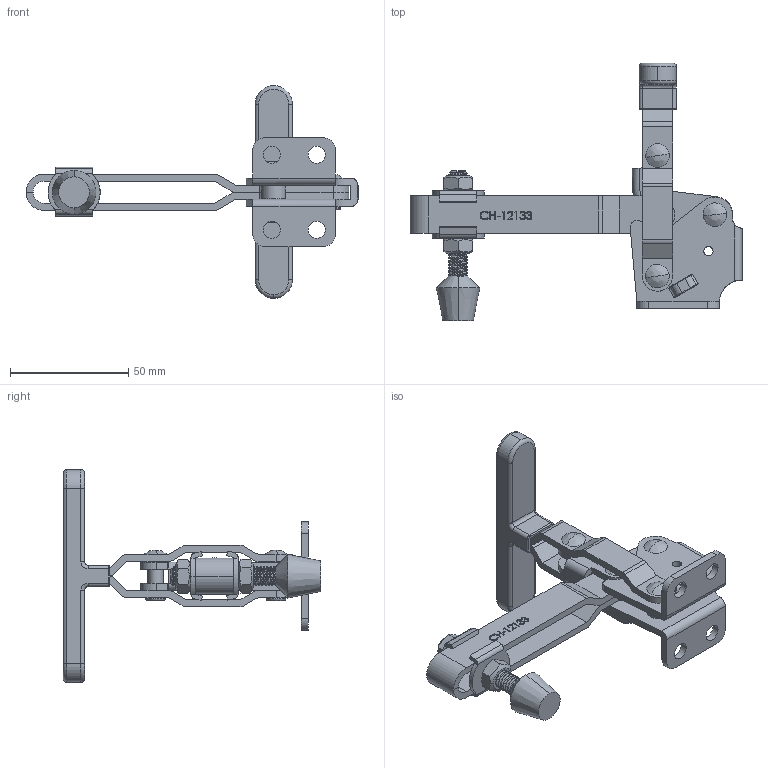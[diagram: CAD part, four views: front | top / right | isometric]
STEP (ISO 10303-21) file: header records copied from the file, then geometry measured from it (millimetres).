
FILE_DESCRIPTION (( 'STEP AP203' ), '1' );
FILE_NAME ('CH-12133.STEP', '2017-11-08T06:18:51', ( 'Windows' ), ( 'Microsoft' ), 'SwSTEP 2.0', 'SolidWorks 2015', '' );
FILE_SCHEMA (( 'CONFIG_CONTROL_DESIGN' ));
Length unit declared in the file: millimetre
Products named in the file (11): CH-12133-02 LONG U-BAR; CH-FC-56212 Nut; CH-FC-56212 SPINDLE SUPPLIED; CH-12130-06; CH-12148-03 T-HANDLE; CH-12130-05; CH-12133; CH-12130-01 FLANGED BASE; CH-12130-08; CH-12130-04 CONNECTING-PLATE; CH-FW-516
Assembly tree (14 placements, depth 2):
  CH-12133
    CH-12130-06  x2
    CH-12130-05
    CH-12130-01 FLANGED BASE
    CH-12130-08  x2
    CH-12130-04 CONNECTING-PLATE
    CH-FW-516  x2
    CH-12133-02 LONG U-BAR
    CH-FC-56212 Nut  x2
    CH-FC-56212 SPINDLE SUPPLIED
    CH-12148-03 T-HANDLE
Bounding box: 140.5 x 109.01 x 90 mm (x, y, z)
Volume: 59079.1 mm3; surface area: 42887.1 mm2
Topology: 15 solids, 15 shells, 837 faces, 2249 edges, 1464 vertices
Faces by surface type: plane 304, cylinder 255, bspline 189, torus 46, cone 43
Entity records: 35356 total; most frequent: CARTESIAN_POINT 16422, ORIENTED_EDGE 4080, DIRECTION 3061, EDGE_CURVE 2040, VERTEX_POINT 1338, VECTOR 1083, LINE 1083, AXIS2_PLACEMENT_3D 989
